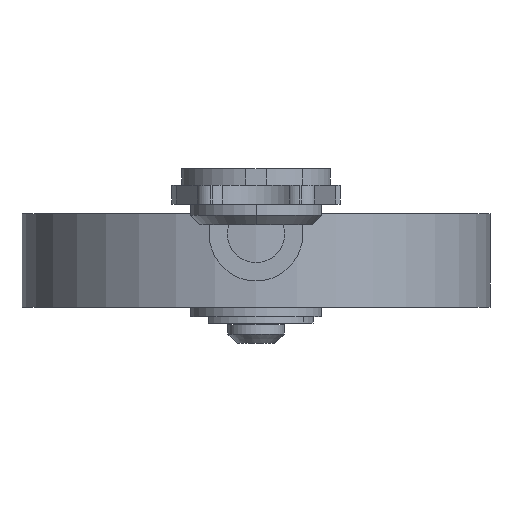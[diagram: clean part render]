
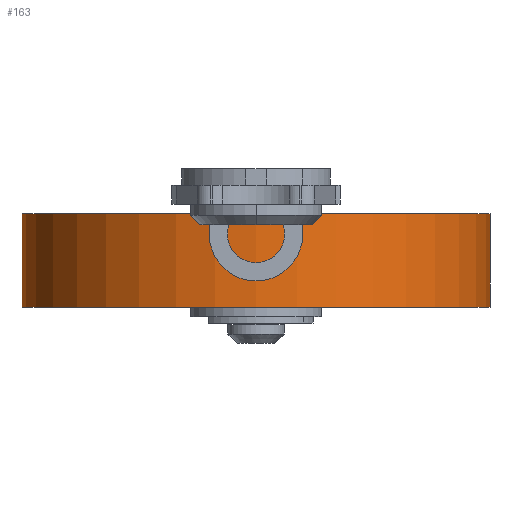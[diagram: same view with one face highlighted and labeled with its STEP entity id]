
A CAD part, front view. The second image highlights one B-rep face of the part: STEP entity #163.
In plain terms, the highlighted cylindrical face has radius 25 mm (diameter 50 mm), a partial arc.
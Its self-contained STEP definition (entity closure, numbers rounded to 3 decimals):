
#163=ADVANCED_FACE('',(#469),#470,.T.);
#469=FACE_OUTER_BOUND('',#957,.T.);
#470=CYLINDRICAL_SURFACE('',#958,25.0);
#957=EDGE_LOOP('',(#1789,#1790,#1791,#1792));
#958=AXIS2_PLACEMENT_3D('',#1793,#1794,#1795);
#1789=ORIENTED_EDGE('',*,*,#3227,.T.);
#1790=ORIENTED_EDGE('',*,*,#3228,.F.);
#1791=ORIENTED_EDGE('',*,*,#3225,.F.);
#1792=ORIENTED_EDGE('',*,*,#3205,.T.);
#1793=CARTESIAN_POINT('',(0.0,19.912,-13.0));
#1794=DIRECTION('',(0.0,0.0,-1.0));
#1795=DIRECTION('',(1.0,0.0,0.0));
#3205=EDGE_CURVE('',#3836,#3837,#3838,.T.);
#3225=EDGE_CURVE('',#3836,#3876,#3877,.T.);
#3227=EDGE_CURVE('',#3837,#3878,#3880,.T.);
#3228=EDGE_CURVE('',#3876,#3878,#3881,.T.);
#3836=VERTEX_POINT('',#4799);
#3837=VERTEX_POINT('',#4800);
#3838=CIRCLE('',#4801,25.0);
#3876=VERTEX_POINT('',#4847);
#3877=LINE('',#4848,#4849);
#3878=VERTEX_POINT('',#4850);
#3880=LINE('',#4852,#4853);
#3881=CIRCLE('',#4854,25.0);
#4799=CARTESIAN_POINT('',(-25.0,19.912,-13.0));
#4800=CARTESIAN_POINT('',(25.0,19.912,-13.0));
#4801=AXIS2_PLACEMENT_3D('',#6311,#6312,#6313);
#4847=CARTESIAN_POINT('',(-25.0,19.912,-3.0));
#4848=CARTESIAN_POINT('',(-25.0,19.912,-13.0));
#4849=VECTOR('',#6355,10.0);
#4850=CARTESIAN_POINT('',(25.0,19.912,-3.0));
#4852=CARTESIAN_POINT('',(25.0,19.912,-13.0));
#4853=VECTOR('',#6359,10.0);
#4854=AXIS2_PLACEMENT_3D('',#6360,#6361,#6362);
#6311=CARTESIAN_POINT('',(0.0,19.912,-13.0));
#6312=DIRECTION('',(0.0,0.0,1.0));
#6313=DIRECTION('',(-1.0,0.0,0.0));
#6355=DIRECTION('',(0.0,0.0,1.0));
#6359=DIRECTION('',(0.0,0.0,1.0));
#6360=CARTESIAN_POINT('',(0.0,19.912,-3.0));
#6361=DIRECTION('',(0.0,0.0,1.0));
#6362=DIRECTION('',(-1.0,0.0,0.0));
